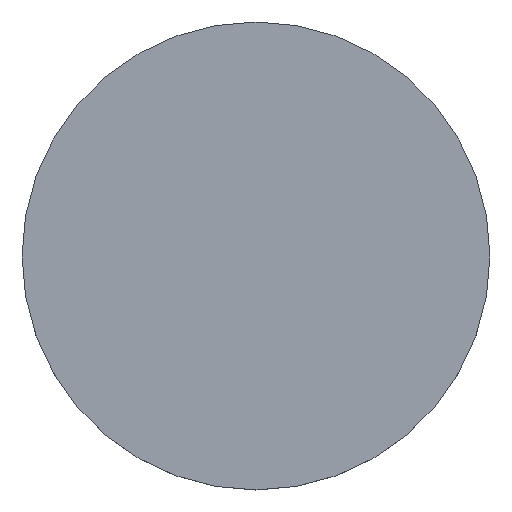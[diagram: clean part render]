
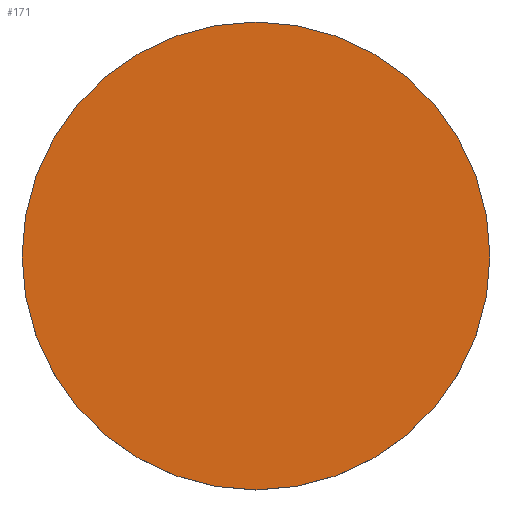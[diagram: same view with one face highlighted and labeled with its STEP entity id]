
A CAD part, top view. The second image highlights one B-rep face of the part: STEP entity #171.
In plain terms, the highlighted planar face has unit normal (0, 0, 1).
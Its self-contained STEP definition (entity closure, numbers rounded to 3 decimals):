
#1 = AXIS2_PLACEMENT_3D ( 'NONE', #22, #37, #51 ) ;
#9 = AXIS2_PLACEMENT_3D ( 'NONE', #85, #63, #102 ) ;
#10 = VERTEX_POINT ( 'NONE', #132 ) ;
#15 = EDGE_CURVE ( 'NONE', #76, #10, #56, .T. ) ;
#22 = CARTESIAN_POINT ( 'NONE',  ( 0., 0., 1.5 ) ) ;
#37 = DIRECTION ( 'NONE',  ( 0., 0., 1. ) ) ;
#51 = DIRECTION ( 'NONE',  ( 1., 0., 0. ) ) ;
#56 = CIRCLE ( 'NONE', #162, 10. ) ;
#62 = FACE_OUTER_BOUND ( 'NONE', #88, .T. ) ;
#63 = DIRECTION ( 'NONE',  ( 0., 0., 1. ) ) ;
#76 = VERTEX_POINT ( 'NONE', #175 ) ;
#85 = CARTESIAN_POINT ( 'NONE',  ( 0., 0., 1.5 ) ) ;
#87 = CARTESIAN_POINT ( 'NONE',  ( 0., 0., 1.5 ) ) ;
#88 = EDGE_LOOP ( 'NONE', ( #150, #96 ) ) ;
#96 = ORIENTED_EDGE ( 'NONE', *, *, #128, .T. ) ;
#99 = DIRECTION ( 'NONE',  ( 1., 0., 0. ) ) ;
#102 = DIRECTION ( 'NONE',  ( 1., 0., 0. ) ) ;
#113 = CIRCLE ( 'NONE', #9, 10. ) ;
#128 = EDGE_CURVE ( 'NONE', #10, #76, #113, .T. ) ;
#132 = CARTESIAN_POINT ( 'NONE',  ( 10., 0., 1.5 ) ) ;
#135 = PLANE ( 'NONE',  #1 ) ;
#150 = ORIENTED_EDGE ( 'NONE', *, *, #15, .T. ) ;
#152 = DIRECTION ( 'NONE',  ( 0., 0., 1. ) ) ;
#162 = AXIS2_PLACEMENT_3D ( 'NONE', #87, #152, #99 ) ;
#171 = ADVANCED_FACE ( 'NONE', ( #62 ), #135, .T. ) ;
#175 = CARTESIAN_POINT ( 'NONE',  ( -10., 0., 1.5 ) ) ;
